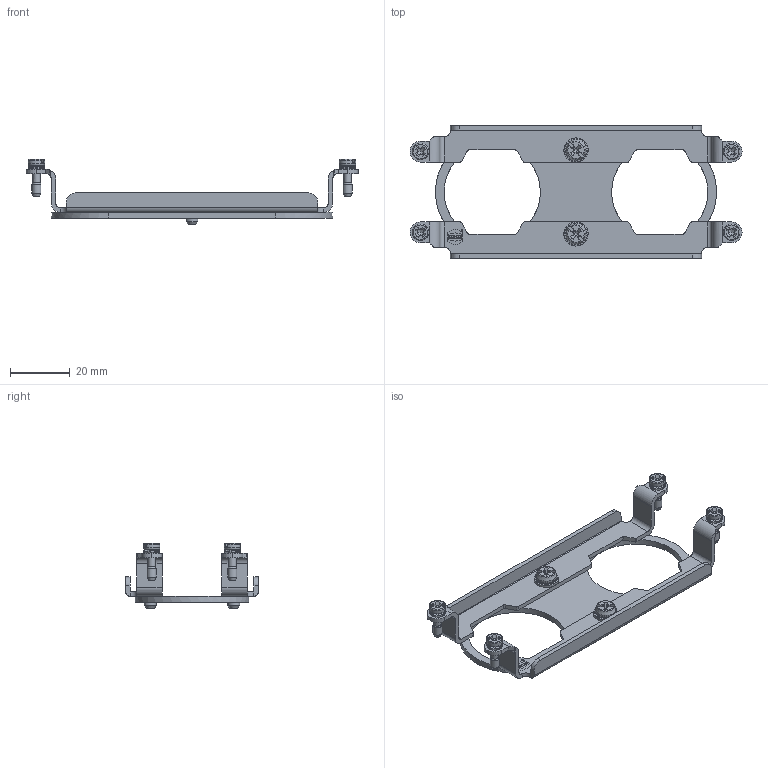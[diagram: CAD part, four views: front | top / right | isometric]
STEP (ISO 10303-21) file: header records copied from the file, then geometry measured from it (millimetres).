
FILE_DESCRIPTION(/* description */ (''),/* implementation_level */ '2;1');
FILE_NAME(/* name */ '100188195ugm000_b.stp',/* time_stamp */ '2017-03-06T07:48:40+01:00',/* author */ (''),/* organization */ (''),/* preprocessor_version */ 'ST-DEVELOPER v16',/* originating_system */ 'SIEMENS PLM Software NX 10.0',/* authorisation */ '');
FILE_SCHEMA (('AUTOMOTIVE_DESIGN { 1 0 10303 214 3 1 1 1 }'));
Length unit declared in the file: millimetre
Products named in the file (1): 100188195ugm000_b
Bounding box: 111 x 44.4 x 21.84 mm (x, y, z)
Volume: 8872 mm3; surface area: 10882.1 mm2
Topology: 1 solids, 1 shells, 1191 faces, 3281 edges, 2056 vertices
Faces by surface type: plane 591, cylinder 384, bspline 124, cone 60, torus 32
Full cylindrical faces by diameter (mm): 2.5 x4, 2.6 x4, 3 x4, 4 x4, 4.06 x2, 4.2 x2, 5.5 x4, 7 x2, 8.12 x2, 32.2 x2
Entity records: 42921 total; most frequent: CARTESIAN_POINT 15330, ORIENTED_EDGE 6342, DIRECTION 4889, EDGE_CURVE 3171, VERTEX_POINT 2021, AXIS2_PLACEMENT_3D 1778, EDGE_LOOP 1336, LINE 1333
